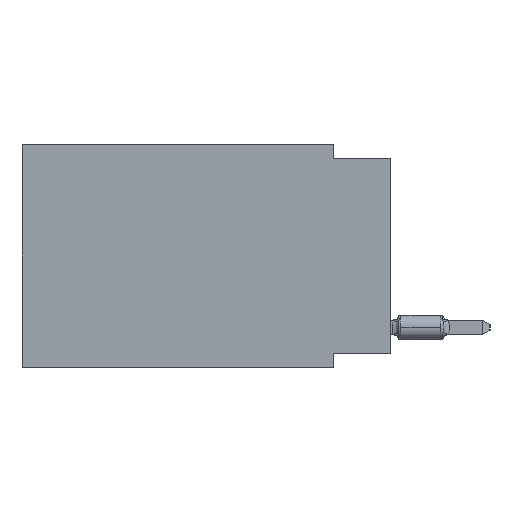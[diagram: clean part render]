
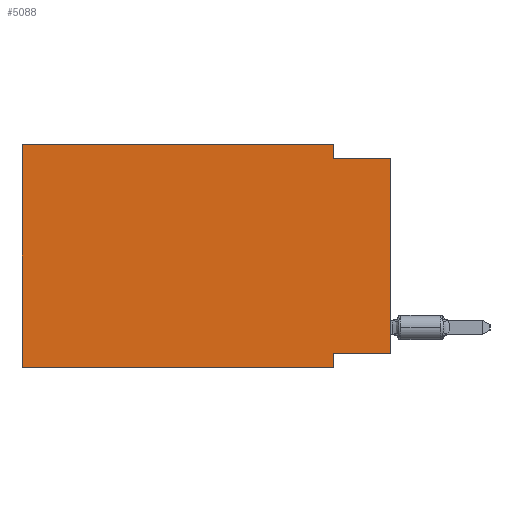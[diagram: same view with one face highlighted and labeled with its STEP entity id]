
A CAD part, left-side view. The second image highlights one B-rep face of the part: STEP entity #5088.
In plain terms, the highlighted planar face has unit normal (-1, 0, 0).
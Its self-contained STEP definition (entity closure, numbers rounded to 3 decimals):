
#367 = LINE ( 'NONE', #14207, #23642 ) ;
#401 = VERTEX_POINT ( 'NONE', #30098 ) ;
#1047 = VECTOR ( 'NONE', #30738, 1000. ) ;
#1561 = VERTEX_POINT ( 'NONE', #15373 ) ;
#2157 = CARTESIAN_POINT ( 'NONE',  ( 0., 16.383, 0. ) ) ;
#2342 = CARTESIAN_POINT ( 'NONE',  ( 0., 2.54, 0. ) ) ;
#2365 = VERTEX_POINT ( 'NONE', #2157 ) ;
#3124 = EDGE_CURVE ( 'NONE', #7724, #8379, #28008, .T. ) ;
#4592 = ORIENTED_EDGE ( 'NONE', *, *, #33864, .F. ) ;
#4801 = ORIENTED_EDGE ( 'NONE', *, *, #17711, .F. ) ;
#5088 = ADVANCED_FACE ( 'NONE', ( #23685 ), #26721, .F. ) ;
#5269 = DIRECTION ( 'NONE',  ( 0., 0., -1. ) ) ;
#6036 = DIRECTION ( 'NONE',  ( 0., -1., 0. ) ) ;
#6637 = DIRECTION ( 'NONE',  ( 0., 0., -1. ) ) ;
#6761 = CARTESIAN_POINT ( 'NONE',  ( 0., 2.54, -9.906 ) ) ;
#7486 = VERTEX_POINT ( 'NONE', #15104 ) ;
#7724 = VERTEX_POINT ( 'NONE', #29048 ) ;
#8379 = VERTEX_POINT ( 'NONE', #6761 ) ;
#8563 = VECTOR ( 'NONE', #22642, 1000. ) ;
#8940 = CARTESIAN_POINT ( 'NONE',  ( 0., 16.383, 0. ) ) ;
#10096 = VERTEX_POINT ( 'NONE', #30758 ) ;
#10257 = CARTESIAN_POINT ( 'NONE',  ( 0., 16.383, -9.906 ) ) ;
#12111 = EDGE_CURVE ( 'NONE', #10096, #34329, #367, .T. ) ;
#12637 = VECTOR ( 'NONE', #5269, 1000. ) ;
#12750 = LINE ( 'NONE', #10257, #29852 ) ;
#13717 = LINE ( 'NONE', #2342, #1047 ) ;
#13890 = VECTOR ( 'NONE', #15198, 1000. ) ;
#13950 = CARTESIAN_POINT ( 'NONE',  ( 0., 0., 0. ) ) ;
#14139 = DIRECTION ( 'NONE',  ( 0., 1., 0. ) ) ;
#14200 = CARTESIAN_POINT ( 'NONE',  ( 0., 0., -0.635 ) ) ;
#14207 = CARTESIAN_POINT ( 'NONE',  ( 0., 0., -0.635 ) ) ;
#14871 = ORIENTED_EDGE ( 'NONE', *, *, #30911, .F. ) ;
#14993 = DIRECTION ( 'NONE',  ( 1., 0., 0. ) ) ;
#15104 = CARTESIAN_POINT ( 'NONE',  ( 0., 2.54, 0. ) ) ;
#15198 = DIRECTION ( 'NONE',  ( 0., -1., 0. ) ) ;
#15373 = CARTESIAN_POINT ( 'NONE',  ( 0., 16.383, -9.906 ) ) ;
#16871 = AXIS2_PLACEMENT_3D ( 'NONE', #24050, #14993, #6637 ) ;
#17711 = EDGE_CURVE ( 'NONE', #401, #7724, #31541, .T. ) ;
#17860 = ORIENTED_EDGE ( 'NONE', *, *, #27655, .F. ) ;
#18962 = EDGE_CURVE ( 'NONE', #401, #34329, #37045, .T. ) ;
#21733 = EDGE_CURVE ( 'NONE', #1561, #8379, #12750, .T. ) ;
#22448 = CARTESIAN_POINT ( 'NONE',  ( 0., 0., -9.271 ) ) ;
#22642 = DIRECTION ( 'NONE',  ( 0., 0., 1. ) ) ;
#22696 = CARTESIAN_POINT ( 'NONE',  ( 0., 2.54, -9.906 ) ) ;
#23510 = LINE ( 'NONE', #8940, #13890 ) ;
#23642 = VECTOR ( 'NONE', #6036, 1000. ) ;
#23685 = FACE_OUTER_BOUND ( 'NONE', #37014, .T. ) ;
#24050 = CARTESIAN_POINT ( 'NONE',  ( 0., 16.383, 0. ) ) ;
#25786 = CARTESIAN_POINT ( 'NONE',  ( 0., 16.383, 0. ) ) ;
#25924 = ORIENTED_EDGE ( 'NONE', *, *, #18962, .T. ) ;
#26721 = PLANE ( 'NONE',  #16871 ) ;
#27483 = ORIENTED_EDGE ( 'NONE', *, *, #12111, .F. ) ;
#27655 = EDGE_CURVE ( 'NONE', #7486, #10096, #13717, .T. ) ;
#28008 = LINE ( 'NONE', #22696, #12637 ) ;
#28649 = ORIENTED_EDGE ( 'NONE', *, *, #3124, .F. ) ;
#28805 = LINE ( 'NONE', #25786, #35774 ) ;
#29048 = CARTESIAN_POINT ( 'NONE',  ( 0., 2.54, -9.271 ) ) ;
#29852 = VECTOR ( 'NONE', #30519, 1000. ) ;
#29979 = ORIENTED_EDGE ( 'NONE', *, *, #21733, .T. ) ;
#30098 = CARTESIAN_POINT ( 'NONE',  ( 0., 0., -9.271 ) ) ;
#30519 = DIRECTION ( 'NONE',  ( 0., -1., 0. ) ) ;
#30738 = DIRECTION ( 'NONE',  ( 0., 0., -1. ) ) ;
#30758 = CARTESIAN_POINT ( 'NONE',  ( 0., 2.54, -0.635 ) ) ;
#30911 = EDGE_CURVE ( 'NONE', #2365, #7486, #23510, .T. ) ;
#31541 = LINE ( 'NONE', #22448, #32139 ) ;
#32139 = VECTOR ( 'NONE', #14139, 1000. ) ;
#33864 = EDGE_CURVE ( 'NONE', #1561, #2365, #28805, .T. ) ;
#34329 = VERTEX_POINT ( 'NONE', #14200 ) ;
#35774 = VECTOR ( 'NONE', #37334, 1000. ) ;
#37014 = EDGE_LOOP ( 'NONE', ( #25924, #27483, #17860, #14871, #4592, #29979, #28649, #4801 ) ) ;
#37045 = LINE ( 'NONE', #13950, #8563 ) ;
#37334 = DIRECTION ( 'NONE',  ( 0., 0., 1. ) ) ;
